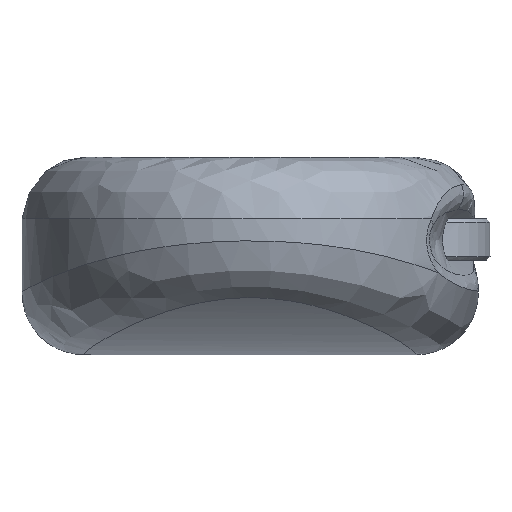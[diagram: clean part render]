
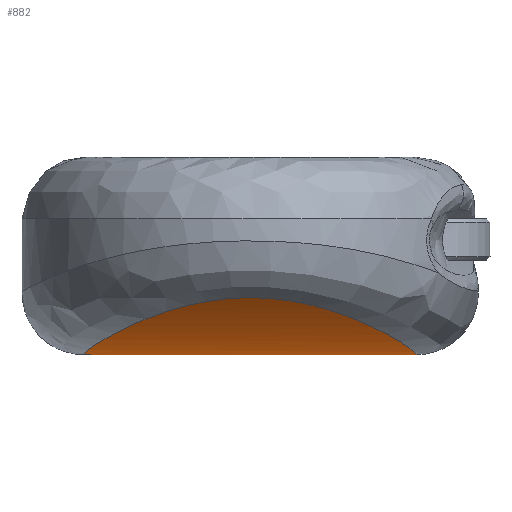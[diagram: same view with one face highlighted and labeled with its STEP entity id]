
A CAD part, front view. The second image highlights one B-rep face of the part: STEP entity #882.
In plain terms, the highlighted cylindrical face has radius 108.439 mm (diameter 216.878 mm), a partial arc.
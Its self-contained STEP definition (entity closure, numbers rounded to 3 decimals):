
#118=LINE('',#3733,#124);
#124=VECTOR('',#1032,9.);
#133=CYLINDRICAL_SURFACE('',#944,108.439);
#185=FACE_OUTER_BOUND('',#243,.T.);
#243=EDGE_LOOP('',(#805,#806));
#368=B_SPLINE_CURVE_WITH_KNOTS('',3,(#3688,#3689,#3690,#3691,#3692,#3693,
#3694,#3695,#3696,#3697,#3698,#3699,#3700,#3701,#3702),.UNSPECIFIED.,.F.,
 .F.,(4,1,1,1,1,1,1,1,1,1,1,1,4),(3.147,4.647,6.147,
6.648,7.148,7.648,8.148,8.648,
9.148,9.898,10.649,12.149,13.65),
 .UNSPECIFIED.);
#443=VERTEX_POINT('',#3685);
#444=VERTEX_POINT('',#3687);
#566=EDGE_CURVE('',#443,#444,#368,.T.);
#569=EDGE_CURVE('',#444,#443,#118,.T.);
#805=ORIENTED_EDGE('',*,*,#566,.F.);
#806=ORIENTED_EDGE('',*,*,#569,.F.);
#882=ADVANCED_FACE('',(#185),#133,.T.);
#944=AXIS2_PLACEMENT_3D('',#3732,#1030,#1031);
#1030=DIRECTION('center_axis',(1.,0.,0.));
#1031=DIRECTION('ref_axis',(0.,0.437,0.9));
#1032=DIRECTION('',(-1.,0.,0.));
#3685=CARTESIAN_POINT('',(-24.299,0.,0.));
#3687=CARTESIAN_POINT('',(24.299,0.,0.));
#3688=CARTESIAN_POINT('Ctrl Pts',(-24.299,0.,
0.));
#3689=CARTESIAN_POINT('Ctrl Pts',(-24.332,-4.905,0.187));
#3690=CARTESIAN_POINT('Ctrl Pts',(-23.11,-14.69,1.241));
#3691=CARTESIAN_POINT('Ctrl Pts',(-18.672,-24.959,3.788));
#3692=CARTESIAN_POINT('Ctrl Pts',(-13.903,-30.999,5.752));
#3693=CARTESIAN_POINT('Ctrl Pts',(-10.527,-34.076,6.864));
#3694=CARTESIAN_POINT('Ctrl Pts',(-6.63,-36.416,7.784));
#3695=CARTESIAN_POINT('Ctrl Pts',(-2.276,-37.724,8.327));
#3696=CARTESIAN_POINT('Ctrl Pts',(2.275,-37.724,8.328));
#3697=CARTESIAN_POINT('Ctrl Pts',(7.358,-36.194,7.691));
#3698=CARTESIAN_POINT('Ctrl Pts',(12.393,-32.745,6.348));
#3699=CARTESIAN_POINT('Ctrl Pts',(18.354,-25.691,3.97));
#3700=CARTESIAN_POINT('Ctrl Pts',(23.111,-14.691,1.242));
#3701=CARTESIAN_POINT('Ctrl Pts',(24.332,-4.905,0.187));
#3702=CARTESIAN_POINT('Ctrl Pts',(24.299,0.,
0.));
#3732=CARTESIAN_POINT('Origin',(0.,4.14,108.36));
#3733=CARTESIAN_POINT('',(0.,0.,0.));
